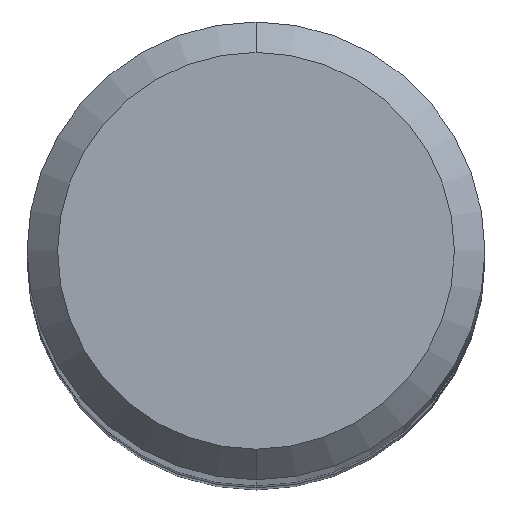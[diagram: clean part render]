
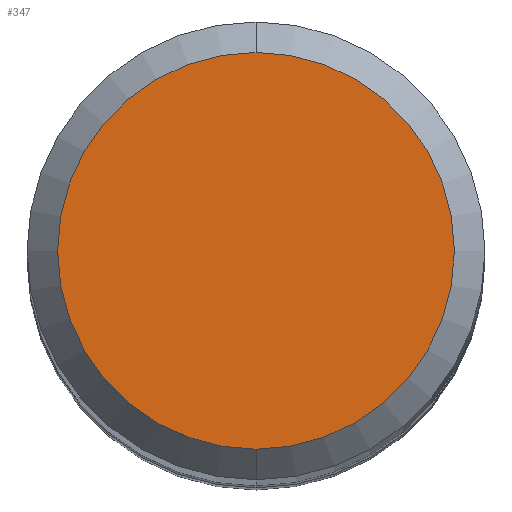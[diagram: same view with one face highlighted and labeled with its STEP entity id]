
A CAD part, top view. The second image highlights one B-rep face of the part: STEP entity #347.
In plain terms, the highlighted planar face has unit normal (0, 0, 1).
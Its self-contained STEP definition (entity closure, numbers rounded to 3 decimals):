
#271=VERTEX_POINT('',#664);
#347=ADVANCED_FACE('',(#749),#750,.T.);
#369=VERTEX_POINT('',#773);
#475=EDGE_CURVE('',#271,#369,#893,.T.);
#515=EDGE_CURVE('',#369,#271,#940,.T.);
#664=CARTESIAN_POINT('',(0.,-2.6,0.0));
#749=FACE_OUTER_BOUND('',#1229,.T.);
#750=PLANE('',#1230);
#773=CARTESIAN_POINT('',(0.0,2.6,0.0));
#893=CIRCLE('',#1552,2.6);
#940=CIRCLE('',#1637,2.6);
#1229=EDGE_LOOP('',(#1944,#1945));
#1230=AXIS2_PLACEMENT_3D('',#1946,#1947,#1948);
#1552=AXIS2_PLACEMENT_3D('',#2107,#2108,#2109);
#1637=AXIS2_PLACEMENT_3D('',#2180,#2181,#2182);
#1944=ORIENTED_EDGE('',*,*,#515,.F.);
#1945=ORIENTED_EDGE('',*,*,#475,.F.);
#1946=CARTESIAN_POINT('',(0.0,1.3,0.0));
#1947=DIRECTION('',(-0.0,0.0,1.0));
#1948=DIRECTION('',(0.0,-1.0,0.0));
#2107=CARTESIAN_POINT('',(0.0,0.0,0.0));
#2108=DIRECTION('',(0.0,0.0,-1.0));
#2109=DIRECTION('',(0.0,1.0,0.0));
#2180=CARTESIAN_POINT('',(0.0,0.0,0.0));
#2181=DIRECTION('',(0.0,0.0,-1.0));
#2182=DIRECTION('',(0.0,1.0,0.0));
